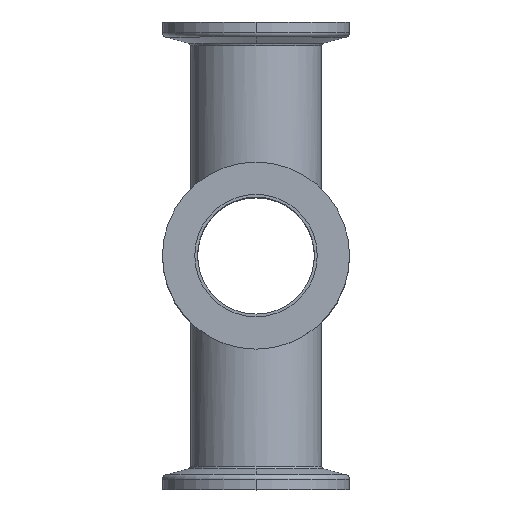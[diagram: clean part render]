
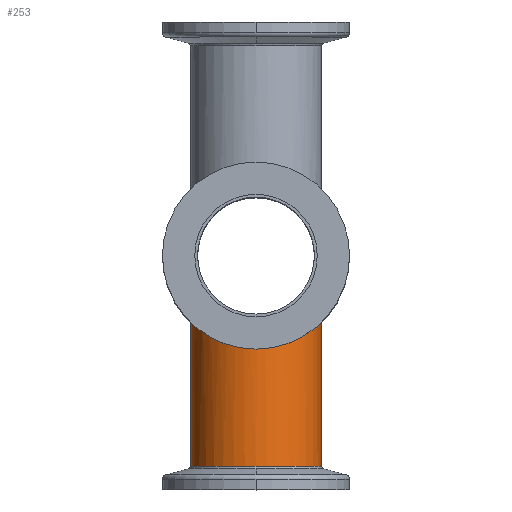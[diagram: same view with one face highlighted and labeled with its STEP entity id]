
A CAD part, top view. The second image highlights one B-rep face of the part: STEP entity #253.
In plain terms, the highlighted cylindrical face has radius 14 mm (diameter 28 mm), a partial arc.
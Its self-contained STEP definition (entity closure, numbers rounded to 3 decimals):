
#49=CARTESIAN_POINT('',(-14.,0.0,44.0));
#50=VERTEX_POINT('',#49);
#59=CARTESIAN_POINT('',(14.,0.0,44.0));
#60=VERTEX_POINT('',#59);
#61=CARTESIAN_POINT('',(0.,0.0,44.0));
#62=DIRECTION('',(0.0,0.707,0.707));
#63=DIRECTION('',(0.0,-0.707,0.707));
#64=AXIS2_PLACEMENT_3D('',#61,#62,#63);
#65=ELLIPSE('',#64,19.799,14.);
#66=EDGE_CURVE('',#50,#60,#65,.T.);
#222=CARTESIAN_POINT('',(0.,44.0,44.0));
#223=DIRECTION('',(0.0,-1.0,0.0));
#224=DIRECTION('',(1.0,0.0,0.0));
#225=AXIS2_PLACEMENT_3D('',#222,#223,#224);
#226=CYLINDRICAL_SURFACE('',#225,14.);
#227=CARTESIAN_POINT('',(14.,-44.932,44.0));
#228=VERTEX_POINT('',#227);
#229=CARTESIAN_POINT('',(14.,0.0,44.0));
#230=DIRECTION('',(0.0,-1.0,0.0));
#231=VECTOR('',#230,44.932);
#232=LINE('',#229,#231);
#233=EDGE_CURVE('',#60,#228,#232,.T.);
#234=ORIENTED_EDGE('',*,*,#233,.F.);
#235=ORIENTED_EDGE('',*,*,#66,.F.);
#236=CARTESIAN_POINT('',(-14.,-44.932,44.0));
#237=VERTEX_POINT('',#236);
#238=CARTESIAN_POINT('',(-14.,-44.932,44.0));
#239=DIRECTION('',(0.0,1.0,0.0));
#240=VECTOR('',#239,44.932);
#241=LINE('',#238,#240);
#242=EDGE_CURVE('',#237,#50,#241,.T.);
#243=ORIENTED_EDGE('',*,*,#242,.F.);
#244=CARTESIAN_POINT('',(0.,-44.932,44.0));
#245=DIRECTION('',(0.0,-1.0,0.0));
#246=DIRECTION('',(0.0,0.0,1.0));
#247=AXIS2_PLACEMENT_3D('',#244,#245,#246);
#248=CIRCLE('',#247,14.);
#249=EDGE_CURVE('',#228,#237,#248,.T.);
#250=ORIENTED_EDGE('',*,*,#249,.F.);
#251=EDGE_LOOP('',(#234,#235,#243,#250));
#252=FACE_OUTER_BOUND('',#251,.T.);
#253=ADVANCED_FACE('',(#252),#226,.T.);
